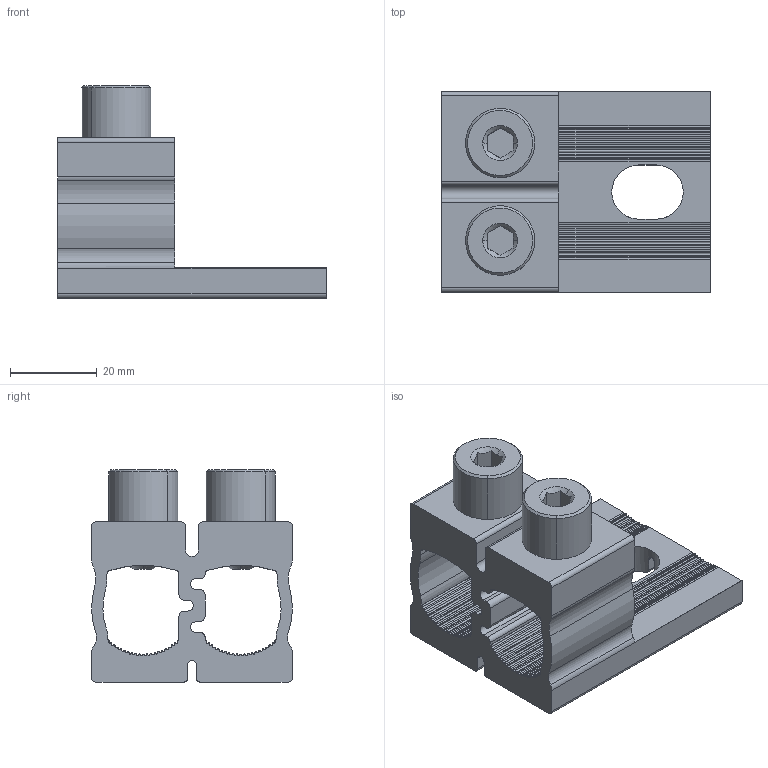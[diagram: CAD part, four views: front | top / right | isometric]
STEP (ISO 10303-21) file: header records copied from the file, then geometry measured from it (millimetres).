
FILE_DESCRIPTION(('Creo Elements/Direct Modeling STEP Export'),'2;1');
FILE_NAME('VC02-0137_OT_2x150.stp','2025-08-19T10:34:42',(''),(''),'Creo Elements/Direct Modeling STEP processor for AP214 (Solid Model)','Creo Elements/Direct Modeling 20.6A 14-Oct-2023 (C) Parametric Technology GmbH','');
FILE_SCHEMA(('AUTOMOTIVE_DESIGN { 1 0 10303 214 1 1 1 1 }'));
Length unit declared in the file: millimetre
Products named in the file (1): Liitinrunko OT 2x150
Bounding box: 62 x 46.3 x 49 mm (x, y, z)
Volume: 40352.2 mm3; surface area: 17249.8 mm2
Topology: 1 solids, 1 shells, 208 faces, 607 edges, 404 vertices
Faces by surface type: cylinder 132, plane 64, cone 12
Entity records: 7100 total; most frequent: CARTESIAN_POINT 1503, ORIENTED_EDGE 1214, DIRECTION 1203, EDGE_CURVE 607, AXIS2_PLACEMENT_3D 464, VERTEX_POINT 404, VECTOR 275, LINE 275
